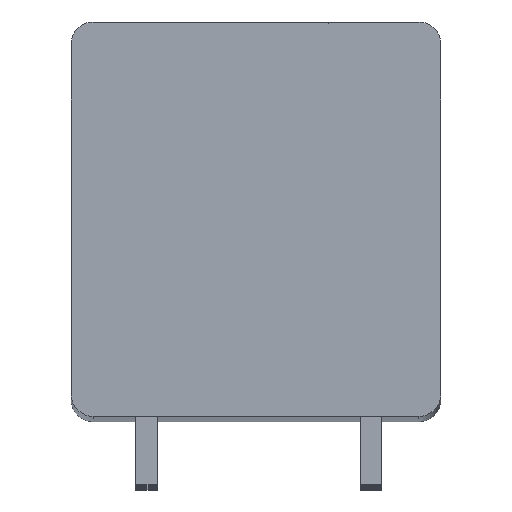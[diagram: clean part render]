
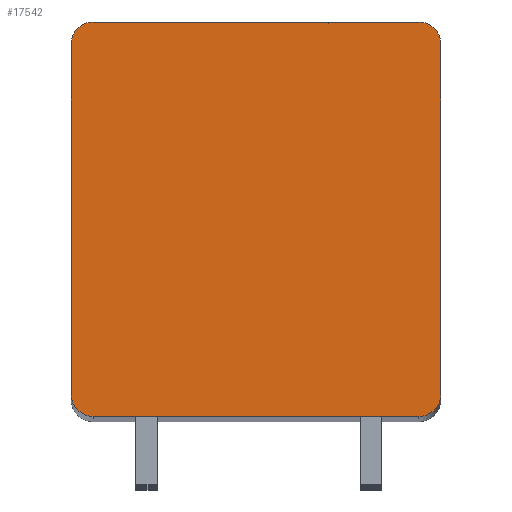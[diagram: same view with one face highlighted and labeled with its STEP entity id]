
A CAD part, top view. The second image highlights one B-rep face of the part: STEP entity #17542.
In plain terms, the highlighted planar face has unit normal (0, 0, 1).
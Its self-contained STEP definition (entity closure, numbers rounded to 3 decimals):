
#3022=CARTESIAN_POINT('',(-5.95,6.4,2.5));
#3023=DIRECTION('',(0.,0.,1.));
#3024=DIRECTION('',(0.,1.,0.));
#3025=AXIS2_PLACEMENT_3D('',#3022,#3023,#3024);
#3027=DIRECTION('',(-1.,0.,0.));
#3028=VECTOR('',#3027,11.9);
#3029=CARTESIAN_POINT('',(5.95,7.2,2.5));
#3030=LINE('',#3029,#3028);
#3031=CARTESIAN_POINT('',(5.95,6.4,2.5));
#3032=DIRECTION('',(0.,0.,1.));
#3033=DIRECTION('',(1.,0.,0.));
#3034=AXIS2_PLACEMENT_3D('',#3031,#3032,#3033);
#3036=DIRECTION('',(0.,1.,0.));
#3037=VECTOR('',#3036,12.8);
#3038=CARTESIAN_POINT('',(6.75,-6.4,2.5));
#3039=LINE('',#3038,#3037);
#3040=CARTESIAN_POINT('',(5.95,-6.4,2.5));
#3041=DIRECTION('',(0.,0.,1.));
#3042=DIRECTION('',(0.,-1.,0.));
#3043=AXIS2_PLACEMENT_3D('',#3040,#3041,#3042);
#3045=DIRECTION('',(1.,0.,0.));
#3046=VECTOR('',#3045,11.9);
#3047=CARTESIAN_POINT('',(-5.95,-7.2,2.5));
#3048=LINE('',#3047,#3046);
#3049=CARTESIAN_POINT('',(-5.95,-6.4,2.5));
#3050=DIRECTION('',(0.,0.,1.));
#3051=DIRECTION('',(-1.,0.,0.));
#3052=AXIS2_PLACEMENT_3D('',#3049,#3050,#3051);
#3054=DIRECTION('',(0.,-1.,0.));
#3055=VECTOR('',#3054,12.8);
#3056=CARTESIAN_POINT('',(-6.75,6.4,2.5));
#3057=LINE('',#3056,#3055);
#12555=CARTESIAN_POINT('',(-5.95,7.2,2.5));
#12556=VERTEX_POINT('',#12555);
#12557=CARTESIAN_POINT('',(-6.75,6.4,2.5));
#12558=VERTEX_POINT('',#12557);
#12563=CARTESIAN_POINT('',(6.75,6.4,2.5));
#12564=VERTEX_POINT('',#12563);
#12565=CARTESIAN_POINT('',(5.95,7.2,2.5));
#12566=VERTEX_POINT('',#12565);
#12571=CARTESIAN_POINT('',(-6.75,-6.4,2.5));
#12572=VERTEX_POINT('',#12571);
#12573=CARTESIAN_POINT('',(-5.95,-7.2,2.5));
#12574=VERTEX_POINT('',#12573);
#12579=CARTESIAN_POINT('',(5.95,-7.2,2.5));
#12580=VERTEX_POINT('',#12579);
#12581=CARTESIAN_POINT('',(6.75,-6.4,2.5));
#12582=VERTEX_POINT('',#12581);
#17527=CARTESIAN_POINT('',(0.,0.,2.5));
#17528=DIRECTION('',(0.,0.,1.));
#17529=DIRECTION('',(1.,0.,0.));
#17530=AXIS2_PLACEMENT_3D('',#17527,#17528,#17529);
#17531=PLANE('',#17530);
#17532=ORIENTED_EDGE('',*,*,#15795,.F.);
#17533=ORIENTED_EDGE('',*,*,#15811,.F.);
#17534=ORIENTED_EDGE('',*,*,#16352,.F.);
#17535=ORIENTED_EDGE('',*,*,#16367,.F.);
#17536=ORIENTED_EDGE('',*,*,#16820,.F.);
#17537=ORIENTED_EDGE('',*,*,#16833,.F.);
#17538=ORIENTED_EDGE('',*,*,#17288,.F.);
#17539=ORIENTED_EDGE('',*,*,#17300,.F.);
#17540=EDGE_LOOP('',(#17532,#17533,#17534,#17535,#17536,#17537,#17538,#17539));
#17541=FACE_OUTER_BOUND('',#17540,.F.);
#3026=CIRCLE('',#3025,0.8);
#3035=CIRCLE('',#3034,0.8);
#3044=CIRCLE('',#3043,0.8);
#3053=CIRCLE('',#3052,0.8);
#15795=EDGE_CURVE('',#12556,#12558,#3026,.T.);
#15811=EDGE_CURVE('',#12566,#12556,#3030,.T.);
#16352=EDGE_CURVE('',#12564,#12566,#3035,.T.);
#16367=EDGE_CURVE('',#12582,#12564,#3039,.T.);
#16820=EDGE_CURVE('',#12580,#12582,#3044,.T.);
#16833=EDGE_CURVE('',#12574,#12580,#3048,.T.);
#17288=EDGE_CURVE('',#12572,#12574,#3053,.T.);
#17300=EDGE_CURVE('',#12558,#12572,#3057,.T.);
#17542=ADVANCED_FACE('',(#17541),#17531,.T.);
